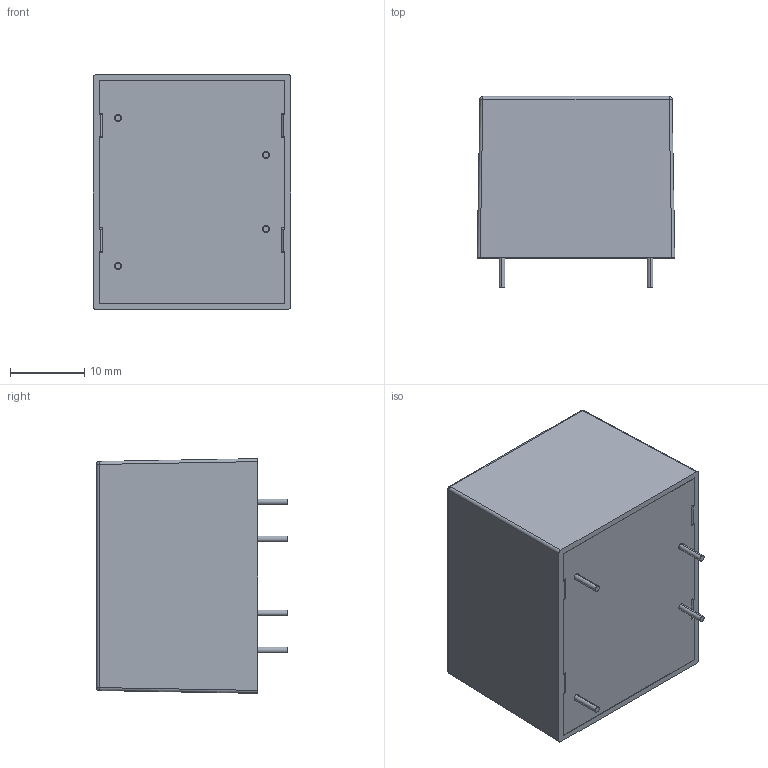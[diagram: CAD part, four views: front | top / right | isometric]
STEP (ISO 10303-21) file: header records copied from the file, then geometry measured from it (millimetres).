
FILE_DESCRIPTION(('FreeCAD Model'),'2;1');
FILE_NAME('RAC05-K_277_3D_20190723.step','2019-07-23T13:31:15',('Author'),( ''),'Open CASCADE STEP processor 7.3','FreeCAD','Unknown');
FILE_SCHEMA(('AUTOMOTIVE_DESIGN { 1 0 10303 214 1 1 1 1 }'));
Length unit declared in the file: millimetre
Products named in the file (3): RAC05-K_277_pins; RAC05-K_277_case; RAC05-K_277_base_plate
Bounding box: 26.7 x 25.8 x 31.7 mm (x, y, z)
Volume: 5188.7 mm3; surface area: 10085 mm2
Topology: 3 solids, 3 shells, 235 faces, 608 edges, 396 vertices
Faces by surface type: plane 169, cylinder 46, cone 16, sphere 4
Entity records: 8207 total; most frequent: CARTESIAN_POINT 1248, ORIENTED_EDGE 1208, DIRECTION 1184, EDGE_CURVE 604, LINE 488, VECTOR 488, VERTEX_POINT 396, AXIS2_PLACEMENT_3D 348
